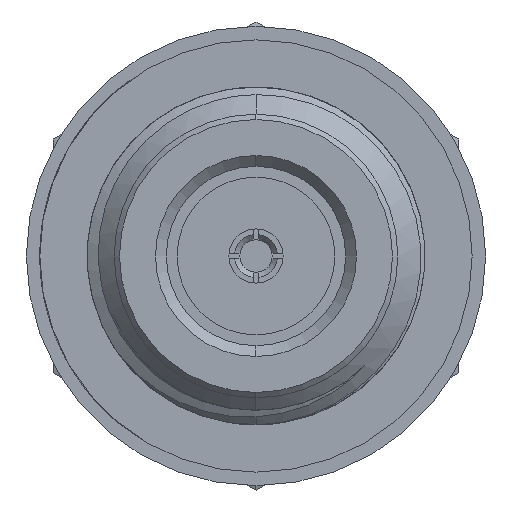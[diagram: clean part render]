
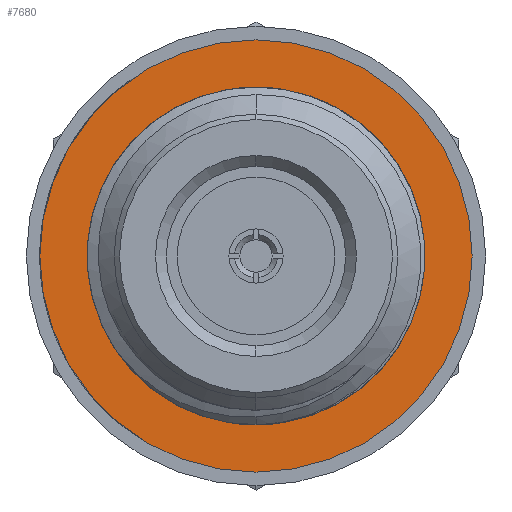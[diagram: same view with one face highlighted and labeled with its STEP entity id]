
A CAD part, left-side view. The second image highlights one B-rep face of the part: STEP entity #7680.
In plain terms, the highlighted planar face has unit normal (-1, 0, 0).
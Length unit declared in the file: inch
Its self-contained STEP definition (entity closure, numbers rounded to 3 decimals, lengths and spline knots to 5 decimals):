
#1229 = CARTESIAN_POINT ( 'NONE',  ( 0.543, 0., 0. ) ) ;
#2375 = CARTESIAN_POINT ( 'NONE',  ( 0.543, 0., 0. ) ) ;
#7229 = DIRECTION ( 'NONE',  ( 0., 0., -1. ) ) ;
#7525 = FACE_OUTER_BOUND ( 'NONE', #28805, .T. ) ;
#7680 = ADVANCED_FACE ( 'NONE', ( #30229, #7525 ), #49599, .F. ) ;
#11953 = AXIS2_PLACEMENT_3D ( 'NONE', #1229, #22737, #52638 ) ;
#12533 = EDGE_CURVE ( 'NONE', #17853, #25614, #50046, .T. ) ;
#13174 = CARTESIAN_POINT ( 'NONE',  ( 0.543, -0.20202, 0. ) ) ;
#13869 = ORIENTED_EDGE ( 'NONE', *, *, #12533, .F. ) ;
#16472 = AXIS2_PLACEMENT_3D ( 'NONE', #43010, #43383, #17155 ) ;
#17155 = DIRECTION ( 'NONE',  ( 0., 0., 1. ) ) ;
#17461 = EDGE_CURVE ( 'NONE', #54342, #50829, #53535, .T. ) ;
#17853 = VERTEX_POINT ( 'NONE', #20965 ) ;
#18631 = ORIENTED_EDGE ( 'NONE', *, *, #17461, .T. ) ;
#19527 = ORIENTED_EDGE ( 'NONE', *, *, #37913, .T. ) ;
#19911 = CARTESIAN_POINT ( 'NONE',  ( 0.543, -0.4048, 0.4048 ) ) ;
#20965 = CARTESIAN_POINT ( 'NONE',  ( 0.543, 0.20202, 0. ) ) ;
#22737 = DIRECTION ( 'NONE',  ( -1., 0., 0. ) ) ;
#23170 = AXIS2_PLACEMENT_3D ( 'NONE', #19911, #49961, #7229 ) ;
#23335 = ORIENTED_EDGE ( 'NONE', *, *, #54400, .F. ) ;
#24330 = CARTESIAN_POINT ( 'NONE',  ( 0.543, 0., -0.4 ) ) ;
#25614 = VERTEX_POINT ( 'NONE', #13174 ) ;
#28805 = EDGE_LOOP ( 'NONE', ( #18631, #19527 ) ) ;
#29640 = CARTESIAN_POINT ( 'NONE',  ( 0.543, 0., 0. ) ) ;
#30229 = FACE_BOUND ( 'NONE', #44439, .T. ) ;
#30627 = CIRCLE ( 'NONE', #16472, 0.4 ) ;
#34153 = CARTESIAN_POINT ( 'NONE',  ( 0.543, 0., 0.4 ) ) ;
#35101 = AXIS2_PLACEMENT_3D ( 'NONE', #29640, #46563, #46946 ) ;
#37913 = EDGE_CURVE ( 'NONE', #50829, #54342, #30627, .T. ) ;
#43010 = CARTESIAN_POINT ( 'NONE',  ( 0.543, 0., 0. ) ) ;
#43383 = DIRECTION ( 'NONE',  ( -1., 0., 0. ) ) ;
#44364 = DIRECTION ( 'NONE',  ( -1., 0., 0. ) ) ;
#44439 = EDGE_LOOP ( 'NONE', ( #23335, #13869 ) ) ;
#44918 = DIRECTION ( 'NONE',  ( 0., -1., 0. ) ) ;
#45109 = CIRCLE ( 'NONE', #49336, 0.20202 ) ;
#46563 = DIRECTION ( 'NONE',  ( -1., 0., 0. ) ) ;
#46946 = DIRECTION ( 'NONE',  ( 0., -1., 0. ) ) ;
#49336 = AXIS2_PLACEMENT_3D ( 'NONE', #2375, #44364, #44918 ) ;
#49599 = PLANE ( 'NONE',  #23170 ) ;
#49961 = DIRECTION ( 'NONE',  ( 1., 0., 0. ) ) ;
#50046 = CIRCLE ( 'NONE', #35101, 0.20202 ) ;
#50829 = VERTEX_POINT ( 'NONE', #24330 ) ;
#52638 = DIRECTION ( 'NONE',  ( 0., 0., 1. ) ) ;
#53535 = CIRCLE ( 'NONE', #11953, 0.4 ) ;
#54342 = VERTEX_POINT ( 'NONE', #34153 ) ;
#54400 = EDGE_CURVE ( 'NONE', #25614, #17853, #45109, .T. ) ;
